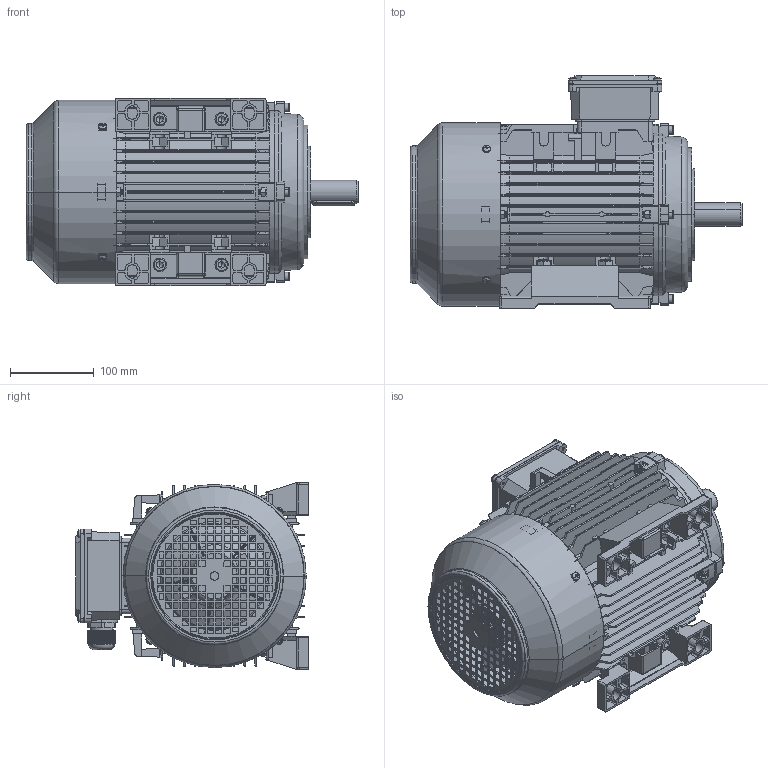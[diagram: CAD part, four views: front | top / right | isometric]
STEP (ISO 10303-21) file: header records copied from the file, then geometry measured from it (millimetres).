
FILE_DESCRIPTION (( 'STEP AP203' ), '1' );
FILE_NAME ('T112 B34(·½).STEP', '2015-04-27T00:57:04', ( 'USER' ), ( 'MS' ), 'SwSTEP 2.0', 'SolidWorks 2008', '' );
FILE_SCHEMA (( 'CONFIG_CONTROL_DESIGN' ));
Length unit declared in the file: millimetre
Products named in the file (17): MS112 风叶_默认; TA112风罩_默认; Hexagon nuts grade C GB_GB_FASTENER_NUT_SNC1 M6-N; Hexagon socket head cap screws GB_GB_FASTENER_SCREWS_HSHCS M6X30-N; MS132接线盒座_默认; T112 B34(源); T112机壳_默认; T112底脚_默认; TA112后盖1_默认; T112转轴_默认; Plain parallel keys_GB_CONNECTING_PIECE_KEYS_CSK 8X50; Hexagon nuts grade C GB_GB_FASTENER_NUT_SNC1 M10-N; Hexagon socket head cap screws GB_GB_FASTENER_SCREWS_HSHCS M10X25-N; MS132接线盒盖_默认; 112-132出线螺套_默认; Cross recessed thread forming screws GB_GB_CROSS_SCREWS_TYPE138 M5X12-N; TA112B14法兰1_默认
Assembly tree (45 placements, depth 2):
  T112 B34(源)
    Cross recessed thread forming screws GB_GB_CROSS_SCREWS_TYPE138 M5X12-N  x8
    112-132出线螺套_默认  x2
    T112机壳_默认
    Plain parallel keys_GB_CONNECTING_PIECE_KEYS_CSK 8X50
    Hexagon socket head cap screws GB_GB_FASTENER_SCREWS_HSHCS M6X30-N  x8
    Hexagon nuts grade C GB_GB_FASTENER_NUT_SNC1 M6-N  x8
    Hexagon nuts grade C GB_GB_FASTENER_NUT_SNC1 M10-N  x4
    TA112风罩_默认
    T112底脚_默认  x2
    T112转轴_默认
    Hexagon socket head cap screws GB_GB_FASTENER_SCREWS_HSHCS M10X25-N  x4
    MS132接线盒盖_默认
    TA112B14法兰1_默认
    MS132接线盒座_默认
    TA112后盖1_默认
    MS112 风叶_默认
Bounding box: 397 x 278 x 224 mm (x, y, z)
Volume: 2210957.5 mm3; surface area: 1276158.5 mm2
Topology: 45 solids, 45 shells, 4487 faces, 12280 edges, 7954 vertices
Faces by surface type: plane 2893, cylinder 1108, cone 275, torus 131, sphere 64, bspline 16
Entity records: 120926 total; most frequent: CARTESIAN_POINT 28735, ORIENTED_EDGE 19518, DIRECTION 17551, EDGE_CURVE 9759, LINE 6493, VECTOR 6493, VERTEX_POINT 6358, AXIS2_PLACEMENT_3D 5529
